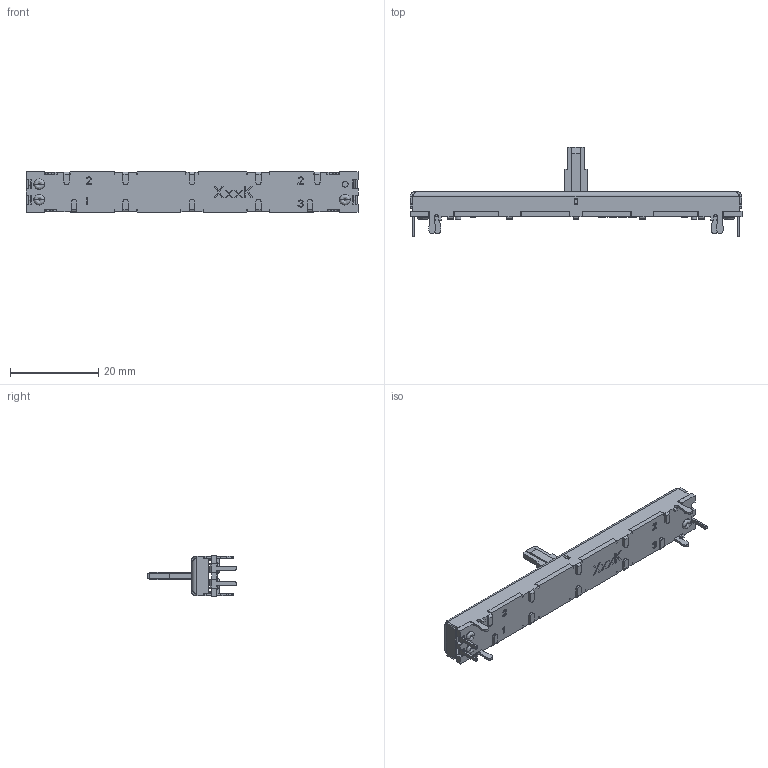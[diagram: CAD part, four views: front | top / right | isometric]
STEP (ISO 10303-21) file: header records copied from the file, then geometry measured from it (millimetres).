
FILE_DESCRIPTION (( 'STEP AP214' ), '1' );
FILE_NAME ('PTA6043-2010CIB103.STEP', '2023-02-23T17:51:48', ( 'ADMIN' ), ( '' ), 'SwSTEP 2.0', 'SolidWorks 2016', '' );
FILE_SCHEMA (( 'AUTOMOTIVE_DESIGN' ));
Length unit declared in the file: millimetre
Products named in the file (1): PTA6043-2010CIB103
Bounding box: 75.2 x 20.25 x 9.2 mm (x, y, z)
Surface area: 4562.2 mm2 (no closed solid volume)
Topology: 0 solids, 6 shells, 760 faces, 2206 edges, 1423 vertices
Faces by surface type: plane 583, cylinder 149, bspline 28
Entity records: 25476 total; most frequent: CARTESIAN_POINT 5242, ORIENTED_EDGE 4340, DIRECTION 3981, EDGE_CURVE 2206, LINE 1833, VECTOR 1833, VERTEX_POINT 1423, AXIS2_PLACEMENT_3D 1074
